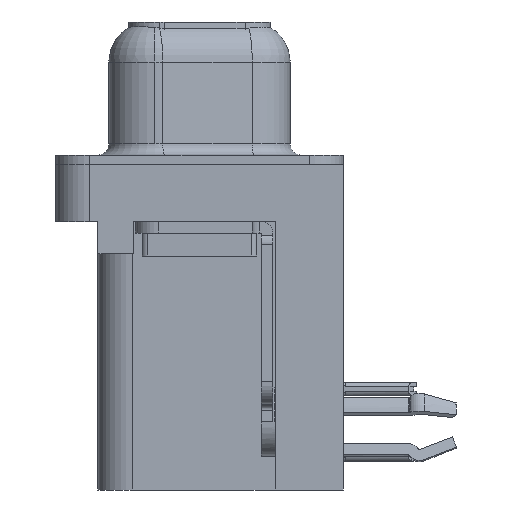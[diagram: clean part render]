
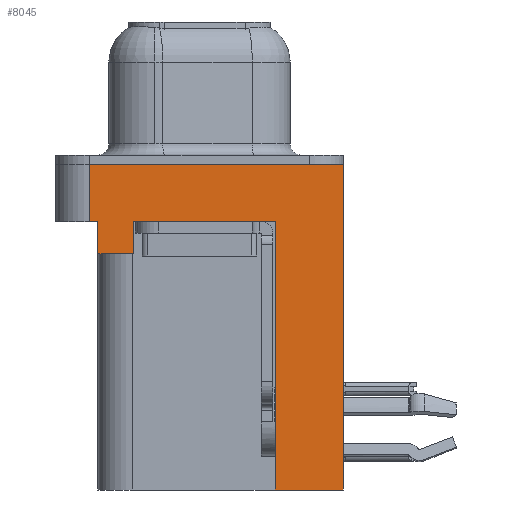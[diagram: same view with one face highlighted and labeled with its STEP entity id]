
A CAD part, left-side view. The second image highlights one B-rep face of the part: STEP entity #8045.
In plain terms, the highlighted planar face has unit normal (-1, 0, 0).
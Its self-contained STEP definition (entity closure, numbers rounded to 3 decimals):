
#33 = VERTEX_POINT ( 'NONE', #2161 ) ;
#651 = CARTESIAN_POINT ( 'NONE',  ( -2.91, -6.275, -2.5 ) ) ;
#683 = EDGE_CURVE ( 'NONE', #9574, #12274, #14018, .T. ) ;
#796 = CARTESIAN_POINT ( 'NONE',  ( -2.91, -6.275, -2.5 ) ) ;
#1433 = LINE ( 'NONE', #1547, #14997 ) ;
#1502 = ORIENTED_EDGE ( 'NONE', *, *, #7149, .F. ) ;
#1547 = CARTESIAN_POINT ( 'NONE',  ( -2.91, -6.275, -2.5 ) ) ;
#1976 = CARTESIAN_POINT ( 'NONE',  ( -2.91, -3.295, -14.2 ) ) ;
#2068 = VECTOR ( 'NONE', #2325, 1000. ) ;
#2161 = CARTESIAN_POINT ( 'NONE',  ( -2.91, 4.425, -3.9 ) ) ;
#2325 = DIRECTION ( 'NONE',  ( 0., 0., 1. ) ) ;
#2357 = EDGE_CURVE ( 'NONE', #17533, #17883, #3589, .T. ) ;
#2367 = DIRECTION ( 'NONE',  ( -1., 0., 0. ) ) ;
#2458 = ORIENTED_EDGE ( 'NONE', *, *, #19416, .T. ) ;
#2478 = EDGE_CURVE ( 'NONE', #6492, #12945, #3951, .T. ) ;
#2506 = VECTOR ( 'NONE', #11376, 1000. ) ;
#3164 = DIRECTION ( 'NONE',  ( 0., 0., 1. ) ) ;
#3530 = AXIS2_PLACEMENT_3D ( 'NONE', #3908, #2367, #18067 ) ;
#3589 = LINE ( 'NONE', #13972, #7340 ) ;
#3663 = ORIENTED_EDGE ( 'NONE', *, *, #2357, .F. ) ;
#3908 = CARTESIAN_POINT ( 'NONE',  ( -2.91, -6.275, -2.5 ) ) ;
#3951 = LINE ( 'NONE', #651, #8120 ) ;
#3976 = DIRECTION ( 'NONE',  ( 0., 1., 0. ) ) ;
#4540 = CARTESIAN_POINT ( 'NONE',  ( -2.91, 2.895, -2.5 ) ) ;
#5003 = VECTOR ( 'NONE', #3976, 1000. ) ;
#6124 = DIRECTION ( 'NONE',  ( 0., 0., 1. ) ) ;
#6440 = ORIENTED_EDGE ( 'NONE', *, *, #10740, .F. ) ;
#6492 = VERTEX_POINT ( 'NONE', #10222 ) ;
#6670 = EDGE_CURVE ( 'NONE', #7294, #9574, #19231, .T. ) ;
#6695 = CARTESIAN_POINT ( 'NONE',  ( -2.91, 4.425, -2.5 ) ) ;
#6763 = CARTESIAN_POINT ( 'NONE',  ( -2.91, -6.275, 0. ) ) ;
#6790 = CARTESIAN_POINT ( 'NONE',  ( -2.91, 4.775, 0. ) ) ;
#6819 = CARTESIAN_POINT ( 'NONE',  ( -2.91, 4.775, -2.5 ) ) ;
#7063 = EDGE_LOOP ( 'NONE', ( #3663, #20930, #12941, #6440, #1502, #2458, #14885, #16517, #16863, #11380 ) ) ;
#7149 = EDGE_CURVE ( 'NONE', #9195, #33, #7384, .T. ) ;
#7294 = VERTEX_POINT ( 'NONE', #17189 ) ;
#7340 = VECTOR ( 'NONE', #19507, 1000. ) ;
#7384 = LINE ( 'NONE', #11379, #5003 ) ;
#7414 = DIRECTION ( 'NONE',  ( 0., 1., 0. ) ) ;
#7727 = CARTESIAN_POINT ( 'NONE',  ( -2.91, 4.425, -3.9 ) ) ;
#8045 = ADVANCED_FACE ( 'NONE', ( #18307 ), #20179, .T. ) ;
#8120 = VECTOR ( 'NONE', #9363, 1000. ) ;
#8625 = CARTESIAN_POINT ( 'NONE',  ( -2.91, -3.295, -2.5 ) ) ;
#9195 = VERTEX_POINT ( 'NONE', #13898 ) ;
#9363 = DIRECTION ( 'NONE',  ( 0., -1., 0. ) ) ;
#9574 = VERTEX_POINT ( 'NONE', #23001 ) ;
#9989 = CARTESIAN_POINT ( 'NONE',  ( -2.91, 2.895, -3.9 ) ) ;
#9995 = EDGE_CURVE ( 'NONE', #6492, #17533, #22973, .T. ) ;
#10222 = CARTESIAN_POINT ( 'NONE',  ( -2.91, 4.775, -2.5 ) ) ;
#10341 = DIRECTION ( 'NONE',  ( 0., 0., 1. ) ) ;
#10366 = VECTOR ( 'NONE', #10341, 1000. ) ;
#10740 = EDGE_CURVE ( 'NONE', #33, #12945, #18586, .T. ) ;
#11376 = DIRECTION ( 'NONE',  ( 0., 0., 1. ) ) ;
#11379 = CARTESIAN_POINT ( 'NONE',  ( -2.91, 4.425, -3.9 ) ) ;
#11380 = ORIENTED_EDGE ( 'NONE', *, *, #17406, .T. ) ;
#11519 = LINE ( 'NONE', #796, #2068 ) ;
#12274 = VERTEX_POINT ( 'NONE', #8625 ) ;
#12941 = ORIENTED_EDGE ( 'NONE', *, *, #2478, .T. ) ;
#12945 = VERTEX_POINT ( 'NONE', #6695 ) ;
#13898 = CARTESIAN_POINT ( 'NONE',  ( -2.91, 2.895, -3.9 ) ) ;
#13972 = CARTESIAN_POINT ( 'NONE',  ( -2.91, -6.275, 0. ) ) ;
#14018 = LINE ( 'NONE', #20865, #21574 ) ;
#14885 = ORIENTED_EDGE ( 'NONE', *, *, #22463, .T. ) ;
#14997 = VECTOR ( 'NONE', #19832, 1000. ) ;
#16517 = ORIENTED_EDGE ( 'NONE', *, *, #683, .F. ) ;
#16710 = VECTOR ( 'NONE', #7414, 1000. ) ;
#16782 = VECTOR ( 'NONE', #6124, 1000. ) ;
#16863 = ORIENTED_EDGE ( 'NONE', *, *, #6670, .F. ) ;
#17189 = CARTESIAN_POINT ( 'NONE',  ( -2.91, -6.275, -14.2 ) ) ;
#17406 = EDGE_CURVE ( 'NONE', #7294, #17883, #11519, .T. ) ;
#17533 = VERTEX_POINT ( 'NONE', #6790 ) ;
#17883 = VERTEX_POINT ( 'NONE', #6763 ) ;
#18067 = DIRECTION ( 'NONE',  ( 0., 0., 1. ) ) ;
#18307 = FACE_OUTER_BOUND ( 'NONE', #7063, .T. ) ;
#18586 = LINE ( 'NONE', #7727, #2506 ) ;
#19231 = LINE ( 'NONE', #1976, #16710 ) ;
#19416 = EDGE_CURVE ( 'NONE', #9195, #21285, #20618, .T. ) ;
#19507 = DIRECTION ( 'NONE',  ( 0., -1., 0. ) ) ;
#19832 = DIRECTION ( 'NONE',  ( 0., -1., 0. ) ) ;
#20179 = PLANE ( 'NONE',  #3530 ) ;
#20618 = LINE ( 'NONE', #9989, #16782 ) ;
#20865 = CARTESIAN_POINT ( 'NONE',  ( -2.91, -3.295, -14.2 ) ) ;
#20930 = ORIENTED_EDGE ( 'NONE', *, *, #9995, .F. ) ;
#21285 = VERTEX_POINT ( 'NONE', #4540 ) ;
#21574 = VECTOR ( 'NONE', #3164, 1000. ) ;
#22463 = EDGE_CURVE ( 'NONE', #21285, #12274, #1433, .T. ) ;
#22973 = LINE ( 'NONE', #6819, #10366 ) ;
#23001 = CARTESIAN_POINT ( 'NONE',  ( -2.91, -3.295, -14.2 ) ) ;
